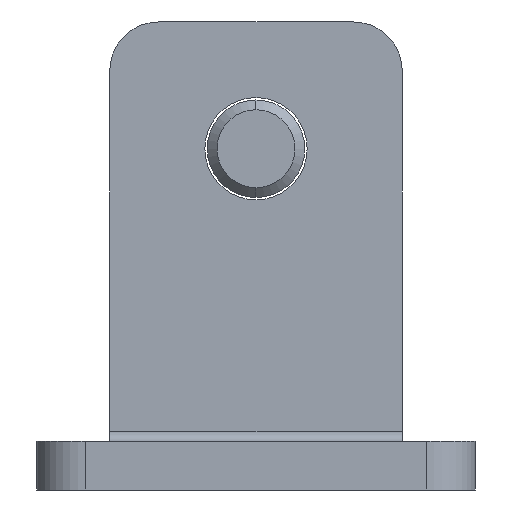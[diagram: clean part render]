
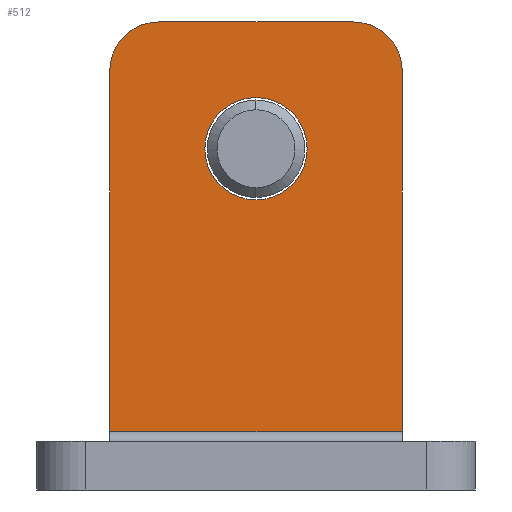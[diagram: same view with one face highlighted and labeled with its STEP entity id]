
A CAD part, left-side view. The second image highlights one B-rep face of the part: STEP entity #512.
In plain terms, the highlighted planar face has unit normal (-1, 0, 0).
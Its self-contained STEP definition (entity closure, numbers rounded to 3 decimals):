
#9 = DIRECTION ( 'NONE',  ( 0., 0., 1. ) ) ;
#16 = VERTEX_POINT ( 'NONE', #616 ) ;
#39 = LINE ( 'NONE', #1001, #481 ) ;
#47 = ORIENTED_EDGE ( 'NONE', *, *, #1056, .T. ) ;
#55 = AXIS2_PLACEMENT_3D ( 'NONE', #748, #728, #9 ) ;
#61 = CARTESIAN_POINT ( 'NONE',  ( 594.764, 208.092, 38.003 ) ) ;
#121 = EDGE_CURVE ( 'NONE', #774, #472, #538, .T. ) ;
#123 = LINE ( 'NONE', #753, #1243 ) ;
#141 = VERTEX_POINT ( 'NONE', #647 ) ;
#177 = EDGE_LOOP ( 'NONE', ( #908, #751, #488, #696, #688, #47 ) ) ;
#213 = LINE ( 'NONE', #1047, #326 ) ;
#224 = DIRECTION ( 'NONE',  ( -1., 0., 0. ) ) ;
#225 = CARTESIAN_POINT ( 'NONE',  ( 594.764, 193.092, 30.003 ) ) ;
#238 = DIRECTION ( 'NONE',  ( -1., 0., 0. ) ) ;
#299 = CARTESIAN_POINT ( 'NONE',  ( 594.764, 193.092, 24.753 ) ) ;
#312 = EDGE_LOOP ( 'NONE', ( #464, #723 ) ) ;
#326 = VECTOR ( 'NONE', #1342, 1000. ) ;
#335 = DIRECTION ( 'NONE',  ( 0., 1., 0. ) ) ;
#344 = CIRCLE ( 'NONE', #55, 5. ) ;
#380 = DIRECTION ( 'NONE',  ( 0., 0., 1. ) ) ;
#420 = PLANE ( 'NONE',  #1287 ) ;
#464 = ORIENTED_EDGE ( 'NONE', *, *, #1123, .F. ) ;
#472 = VERTEX_POINT ( 'NONE', #655 ) ;
#475 = CARTESIAN_POINT ( 'NONE',  ( 594.764, 203.092, 43.003 ) ) ;
#481 = VECTOR ( 'NONE', #1298, 1000. ) ;
#488 = ORIENTED_EDGE ( 'NONE', *, *, #837, .T. ) ;
#492 = EDGE_CURVE ( 'NONE', #141, #603, #123, .T. ) ;
#496 = AXIS2_PLACEMENT_3D ( 'NONE', #1272, #738, #959 ) ;
#503 = DIRECTION ( 'NONE',  ( -1., 0., 0. ) ) ;
#512 = ADVANCED_FACE ( 'NONE', ( #945, #971 ), #420, .T. ) ;
#538 = CIRCLE ( 'NONE', #496, 5.25 ) ;
#550 = DIRECTION ( 'NONE',  ( 0., 0., 1. ) ) ;
#603 = VERTEX_POINT ( 'NONE', #475 ) ;
#616 = CARTESIAN_POINT ( 'NONE',  ( 594.764, 178.092, 38.003 ) ) ;
#617 = VERTEX_POINT ( 'NONE', #674 ) ;
#631 = VERTEX_POINT ( 'NONE', #998 ) ;
#647 = CARTESIAN_POINT ( 'NONE',  ( 594.764, 183.092, 43.003 ) ) ;
#655 = CARTESIAN_POINT ( 'NONE',  ( 594.764, 193.092, 35.253 ) ) ;
#671 = AXIS2_PLACEMENT_3D ( 'NONE', #810, #503, #380 ) ;
#674 = CARTESIAN_POINT ( 'NONE',  ( 594.764, 178.092, 1. ) ) ;
#688 = ORIENTED_EDGE ( 'NONE', *, *, #702, .T. ) ;
#696 = ORIENTED_EDGE ( 'NONE', *, *, #492, .T. ) ;
#702 = EDGE_CURVE ( 'NONE', #603, #1213, #1268, .T. ) ;
#723 = ORIENTED_EDGE ( 'NONE', *, *, #121, .F. ) ;
#728 = DIRECTION ( 'NONE',  ( -1., 0., 0. ) ) ;
#738 = DIRECTION ( 'NONE',  ( -1., 0., 0. ) ) ;
#748 = CARTESIAN_POINT ( 'NONE',  ( 594.764, 183.092, 38.003 ) ) ;
#751 = ORIENTED_EDGE ( 'NONE', *, *, #812, .T. ) ;
#753 = CARTESIAN_POINT ( 'NONE',  ( 594.764, 203.092, 43.003 ) ) ;
#774 = VERTEX_POINT ( 'NONE', #299 ) ;
#786 = CIRCLE ( 'NONE', #1138, 5.25 ) ;
#810 = CARTESIAN_POINT ( 'NONE',  ( 594.764, 203.092, 38.003 ) ) ;
#812 = EDGE_CURVE ( 'NONE', #617, #16, #853, .T. ) ;
#837 = EDGE_CURVE ( 'NONE', #16, #141, #344, .T. ) ;
#842 = CARTESIAN_POINT ( 'NONE',  ( 594.764, 178.092, 38.003 ) ) ;
#853 = LINE ( 'NONE', #842, #983 ) ;
#855 = DIRECTION ( 'NONE',  ( 0., 0., 1. ) ) ;
#908 = ORIENTED_EDGE ( 'NONE', *, *, #1301, .F. ) ;
#945 = FACE_OUTER_BOUND ( 'NONE', #177, .T. ) ;
#959 = DIRECTION ( 'NONE',  ( 0., 0., 1. ) ) ;
#971 = FACE_BOUND ( 'NONE', #312, .T. ) ;
#983 = VECTOR ( 'NONE', #1366, 1000. ) ;
#998 = CARTESIAN_POINT ( 'NONE',  ( 594.764, 208.092, 1. ) ) ;
#1001 = CARTESIAN_POINT ( 'NONE',  ( 594.764, 183.092, 1. ) ) ;
#1047 = CARTESIAN_POINT ( 'NONE',  ( 594.764, 208.092, -5.717 ) ) ;
#1056 = EDGE_CURVE ( 'NONE', #1213, #631, #213, .T. ) ;
#1123 = EDGE_CURVE ( 'NONE', #472, #774, #786, .T. ) ;
#1138 = AXIS2_PLACEMENT_3D ( 'NONE', #225, #238, #550 ) ;
#1213 = VERTEX_POINT ( 'NONE', #61 ) ;
#1243 = VECTOR ( 'NONE', #335, 1000. ) ;
#1252 = CARTESIAN_POINT ( 'NONE',  ( 594.764, 183.092, 38.003 ) ) ;
#1268 = CIRCLE ( 'NONE', #671, 5. ) ;
#1272 = CARTESIAN_POINT ( 'NONE',  ( 594.764, 193.092, 30.003 ) ) ;
#1287 = AXIS2_PLACEMENT_3D ( 'NONE', #1252, #224, #855 ) ;
#1298 = DIRECTION ( 'NONE',  ( 0., 1., 0. ) ) ;
#1301 = EDGE_CURVE ( 'NONE', #617, #631, #39, .T. ) ;
#1342 = DIRECTION ( 'NONE',  ( 0., 0., -1. ) ) ;
#1366 = DIRECTION ( 'NONE',  ( 0., 0., 1. ) ) ;
